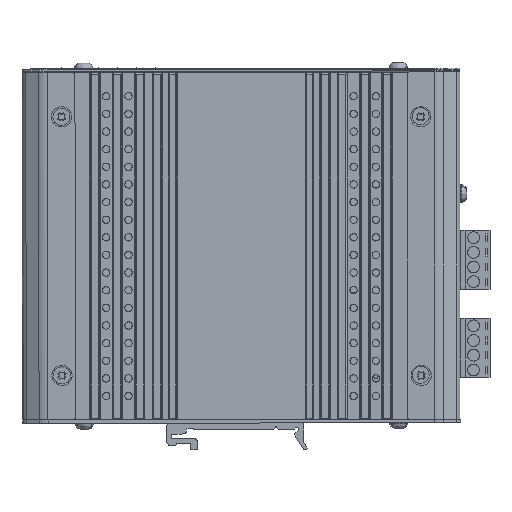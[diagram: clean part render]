
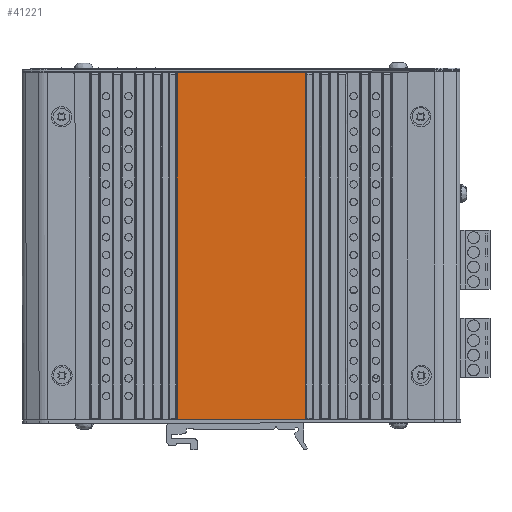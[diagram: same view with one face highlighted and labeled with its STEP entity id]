
A CAD part, left-side view. The second image highlights one B-rep face of the part: STEP entity #41221.
In plain terms, the highlighted free-form (B-spline) face has degree [1, 1] with [2, 2] control points.
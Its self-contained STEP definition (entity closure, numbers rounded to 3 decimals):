
#7511 = CARTESIAN_POINT ( 'NONE',  ( 2.5, -21.8, -59. ) ) ;
#7653 = CARTESIAN_POINT ( 'NONE',  ( 2.5, -21.8, 59. ) ) ;
#8999 = ORIENTED_EDGE ( 'NONE', *, *, #16214, .F. ) ;
#10084 = EDGE_CURVE ( 'NONE', #14631, #23408, #17731, .T. ) ;
#10739 = EDGE_CURVE ( 'NONE', #43571, #11423, #14391, .T. ) ;
#10920 = CARTESIAN_POINT ( 'NONE',  ( 2.5, 21.8, -59. ) ) ;
#11423 = VERTEX_POINT ( 'NONE', #47823 ) ;
#12028 = CARTESIAN_POINT ( 'NONE',  ( 2.5, -21.8, 59. ) ) ;
#14391 = B_SPLINE_CURVE_WITH_KNOTS ( 'NONE', 1,
 ( #7511, #10920 ),
 .UNSPECIFIED., .F., .F.,
 ( 2, 2 ),
 ( 0., 1. ),
 .UNSPECIFIED. ) ;
#14631 = VERTEX_POINT ( 'NONE', #17938 ) ;
#15426 = CARTESIAN_POINT ( 'NONE',  ( 2.5, -21.8, -59. ) ) ;
#16214 = EDGE_CURVE ( 'NONE', #43571, #14631, #37181, .T. ) ;
#17731 = B_SPLINE_CURVE_WITH_KNOTS ( 'NONE', 1,
 ( #7653, #43686 ),
 .UNSPECIFIED., .F., .F.,
 ( 2, 2 ),
 ( 0., 1. ),
 .UNSPECIFIED. ) ;
#17921 = CARTESIAN_POINT ( 'NONE',  ( 2.5, -21.8, -59. ) ) ;
#17938 = CARTESIAN_POINT ( 'NONE',  ( 2.5, -21.8, 59. ) ) ;
#18342 = CARTESIAN_POINT ( 'NONE',  ( 2.5, 21.8, 59. ) ) ;
#19991 = CARTESIAN_POINT ( 'NONE',  ( 2.5, 21.8, -59. ) ) ;
#20404 = FACE_OUTER_BOUND ( 'NONE', #38757, .T. ) ;
#21850 = B_SPLINE_SURFACE_WITH_KNOTS ( 'NONE', 1, 1, ( 
 ( #15426, #19991 ),
 ( #27767, #48269 ) ),
 .UNSPECIFIED., .F., .F., .F.,
 ( 2, 2 ),
 ( 2, 2 ),
 ( 0., 1. ),
 ( 0., 1. ),
 .UNSPECIFIED. ) ;
#23408 = VERTEX_POINT ( 'NONE', #36107 ) ;
#27767 = CARTESIAN_POINT ( 'NONE',  ( 2.5, -21.8, 59. ) ) ;
#31411 = ORIENTED_EDGE ( 'NONE', *, *, #10084, .F. ) ;
#36107 = CARTESIAN_POINT ( 'NONE',  ( 2.5, 21.8, 59. ) ) ;
#37181 = B_SPLINE_CURVE_WITH_KNOTS ( 'NONE', 1,
 ( #48731, #12028 ),
 .UNSPECIFIED., .F., .F.,
 ( 2, 2 ),
 ( -1., 0. ),
 .UNSPECIFIED. ) ;
#37986 = ORIENTED_EDGE ( 'NONE', *, *, #38944, .F. ) ;
#38757 = EDGE_LOOP ( 'NONE', ( #37986, #31411, #8999, #44814 ) ) ;
#38944 = EDGE_CURVE ( 'NONE', #23408, #11423, #52075, .T. ) ;
#41221 = ADVANCED_FACE ( 'NONE', ( #20404 ), #21850, .F. ) ;
#43571 = VERTEX_POINT ( 'NONE', #17921 ) ;
#43686 = CARTESIAN_POINT ( 'NONE',  ( 2.5, 21.8, 59. ) ) ;
#44814 = ORIENTED_EDGE ( 'NONE', *, *, #10739, .T. ) ;
#46618 = CARTESIAN_POINT ( 'NONE',  ( 2.5, 21.8, -59. ) ) ;
#47823 = CARTESIAN_POINT ( 'NONE',  ( 2.5, 21.8, -59. ) ) ;
#48269 = CARTESIAN_POINT ( 'NONE',  ( 2.5, 21.8, 59. ) ) ;
#48731 = CARTESIAN_POINT ( 'NONE',  ( 2.5, -21.8, -59. ) ) ;
#52075 = B_SPLINE_CURVE_WITH_KNOTS ( 'NONE', 1,
 ( #18342, #46618 ),
 .UNSPECIFIED., .F., .F.,
 ( 2, 2 ),
 ( -1., 0. ),
 .UNSPECIFIED. ) ;
